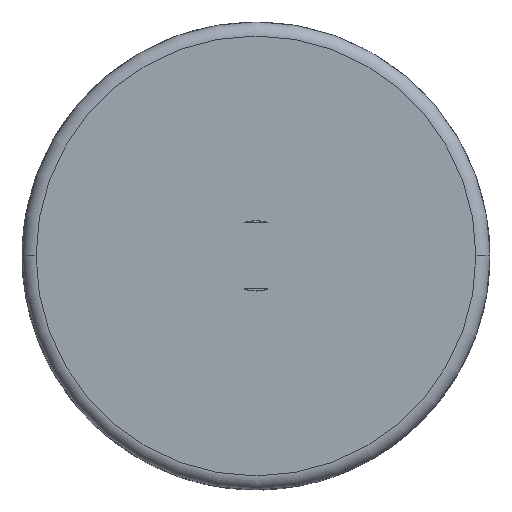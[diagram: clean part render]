
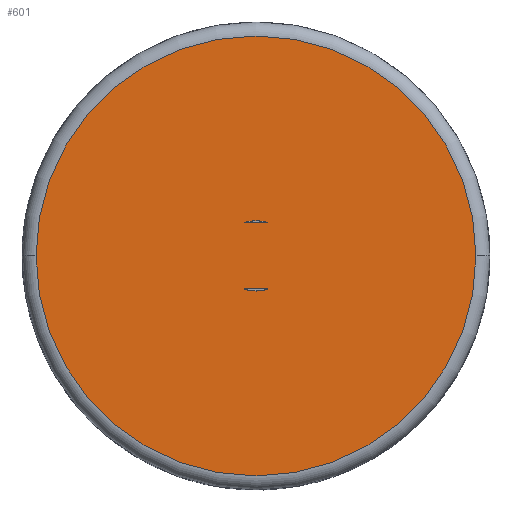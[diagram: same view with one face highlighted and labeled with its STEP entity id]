
A CAD part, top view. The second image highlights one B-rep face of the part: STEP entity #601.
In plain terms, the highlighted planar face has unit normal (0, 0, 1).
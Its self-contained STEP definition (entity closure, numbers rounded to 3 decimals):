
#17 = FACE_BOUND ( 'NONE', #890, .T. ) ;
#144 = VERTEX_POINT ( 'NONE', #486 ) ;
#171 = CARTESIAN_POINT ( 'NONE',  ( -47., 0., 50. ) ) ;
#195 = AXIS2_PLACEMENT_3D ( 'NONE', #314, #1677, #1395 ) ;
#211 = DIRECTION ( 'NONE',  ( -1., 0., 0. ) ) ;
#298 = ORIENTED_EDGE ( 'NONE', *, *, #1646, .F. ) ;
#304 = AXIS2_PLACEMENT_3D ( 'NONE', #1815, #1479, #1513 ) ;
#314 = CARTESIAN_POINT ( 'NONE',  ( 0., 0., 50. ) ) ;
#322 = CARTESIAN_POINT ( 'NONE',  ( 2.522, -7.063, 50. ) ) ;
#337 = VECTOR ( 'NONE', #211, 1000. ) ;
#421 = DIRECTION ( 'NONE',  ( 0., 0., 1. ) ) ;
#436 = VERTEX_POINT ( 'NONE', #171 ) ;
#464 = CARTESIAN_POINT ( 'NONE',  ( 47., 0., 50. ) ) ;
#486 = CARTESIAN_POINT ( 'NONE',  ( -2.522, 7.063, 50. ) ) ;
#505 = CARTESIAN_POINT ( 'NONE',  ( 18., -7.063, 50. ) ) ;
#548 = EDGE_LOOP ( 'NONE', ( #1464, #1842 ) ) ;
#552 = CARTESIAN_POINT ( 'NONE',  ( -2.522, -7.063, 50. ) ) ;
#581 = ORIENTED_EDGE ( 'NONE', *, *, #1363, .F. ) ;
#601 = ADVANCED_FACE ( 'NONE', ( #940, #17, #1658 ), #1080, .T. ) ;
#639 = DIRECTION ( 'NONE',  ( 1., 0., 0. ) ) ;
#648 = VERTEX_POINT ( 'NONE', #1573 ) ;
#839 = AXIS2_PLACEMENT_3D ( 'NONE', #1035, #421, #874 ) ;
#863 = EDGE_CURVE ( 'NONE', #648, #144, #1571, .T. ) ;
#871 = CIRCLE ( 'NONE', #1220, 7.5 ) ;
#874 = DIRECTION ( 'NONE',  ( 1., 0., 0. ) ) ;
#890 = EDGE_LOOP ( 'NONE', ( #298, #1323 ) ) ;
#940 = FACE_BOUND ( 'NONE', #1797, .T. ) ;
#944 = CARTESIAN_POINT ( 'NONE',  ( 18., 7.063, 50. ) ) ;
#993 = CIRCLE ( 'NONE', #839, 7.5 ) ;
#1035 = CARTESIAN_POINT ( 'NONE',  ( 0., 0., 50. ) ) ;
#1057 = DIRECTION ( 'NONE',  ( 0., 0., 1. ) ) ;
#1080 = PLANE ( 'NONE',  #195 ) ;
#1083 = EDGE_CURVE ( 'NONE', #1744, #436, #1268, .T. ) ;
#1156 = VERTEX_POINT ( 'NONE', #552 ) ;
#1206 = ORIENTED_EDGE ( 'NONE', *, *, #1518, .F. ) ;
#1220 = AXIS2_PLACEMENT_3D ( 'NONE', #1901, #1320, #1311 ) ;
#1268 = CIRCLE ( 'NONE', #1855, 47. ) ;
#1293 = LINE ( 'NONE', #505, #1624 ) ;
#1311 = DIRECTION ( 'NONE',  ( 1., 0., 0. ) ) ;
#1320 = DIRECTION ( 'NONE',  ( 0., 0., 1. ) ) ;
#1323 = ORIENTED_EDGE ( 'NONE', *, *, #863, .T. ) ;
#1363 = EDGE_CURVE ( 'NONE', #1757, #1156, #1293, .T. ) ;
#1395 = DIRECTION ( 'NONE',  ( 1., 0., 0. ) ) ;
#1433 = CIRCLE ( 'NONE', #304, 47. ) ;
#1464 = ORIENTED_EDGE ( 'NONE', *, *, #1083, .T. ) ;
#1479 = DIRECTION ( 'NONE',  ( 0., 0., 1. ) ) ;
#1513 = DIRECTION ( 'NONE',  ( 1., 0., 0. ) ) ;
#1518 = EDGE_CURVE ( 'NONE', #1156, #1757, #871, .T. ) ;
#1571 = LINE ( 'NONE', #944, #337 ) ;
#1573 = CARTESIAN_POINT ( 'NONE',  ( 2.522, 7.063, 50. ) ) ;
#1624 = VECTOR ( 'NONE', #1719, 1000. ) ;
#1646 = EDGE_CURVE ( 'NONE', #648, #144, #993, .T. ) ;
#1658 = FACE_OUTER_BOUND ( 'NONE', #548, .T. ) ;
#1677 = DIRECTION ( 'NONE',  ( 0., 0., 1. ) ) ;
#1719 = DIRECTION ( 'NONE',  ( -1., 0., 0. ) ) ;
#1744 = VERTEX_POINT ( 'NONE', #464 ) ;
#1755 = EDGE_CURVE ( 'NONE', #436, #1744, #1433, .T. ) ;
#1757 = VERTEX_POINT ( 'NONE', #322 ) ;
#1797 = EDGE_LOOP ( 'NONE', ( #1206, #581 ) ) ;
#1815 = CARTESIAN_POINT ( 'NONE',  ( 0., 0., 50. ) ) ;
#1839 = CARTESIAN_POINT ( 'NONE',  ( 0., 0., 50. ) ) ;
#1842 = ORIENTED_EDGE ( 'NONE', *, *, #1755, .T. ) ;
#1855 = AXIS2_PLACEMENT_3D ( 'NONE', #1839, #1057, #639 ) ;
#1901 = CARTESIAN_POINT ( 'NONE',  ( 0., 0., 50. ) ) ;
